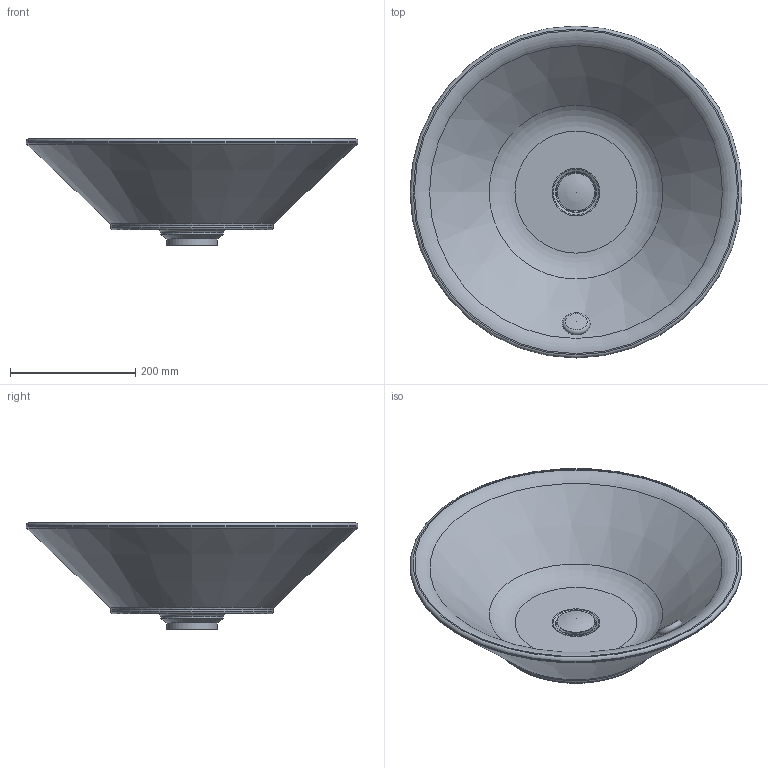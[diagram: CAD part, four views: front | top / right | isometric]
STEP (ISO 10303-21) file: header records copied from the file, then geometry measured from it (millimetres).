
FILE_DESCRIPTION((''),'2;1');
FILE_NAME('040853.stp','2008-02-05T11:55:32',('Huebner'),(''),'Autodesk Inventor 11','Autodesk Inventor 11','');
FILE_SCHEMA(('AUTOMOTIVE_DESIGN { 1 0 10303 214 1 1 1 1 }'));
Length unit declared in the file: millimetre
Products named in the file (5): 040853; Kelch; Stopfen; Verschluss_Ueberlauf1
Assembly tree (4 placements, depth 2):
  040853
    040853
    Kelch
    Stopfen
    Verschluss_Ueberlauf1
Bounding box: 530 x 530 x 170 mm (x, y, z)
Volume: 5890886.5 mm3; surface area: 610018.9 mm2
Topology: 4 solids, 4 shells, 70 faces, 149 edges, 93 vertices
Faces by surface type: cylinder 22, plane 22, torus 13, bspline 7, cone 6
Full cylindrical faces by diameter (mm): 15 x4, 20 x1, 34 x1, 42 x1, 44 x1, 52 x1, 60 x1, 80 x1, 100 x1, 258.756 x1, 530 x1
Entity records: 2976 total; most frequent: CARTESIAN_POINT 1501, DIRECTION 308, ORIENTED_EDGE 216, AXIS2_PLACEMENT_3D 138, EDGE_LOOP 115, EDGE_CURVE 108, VERTEX_POINT 87, FACE_OUTER_BOUND 70
